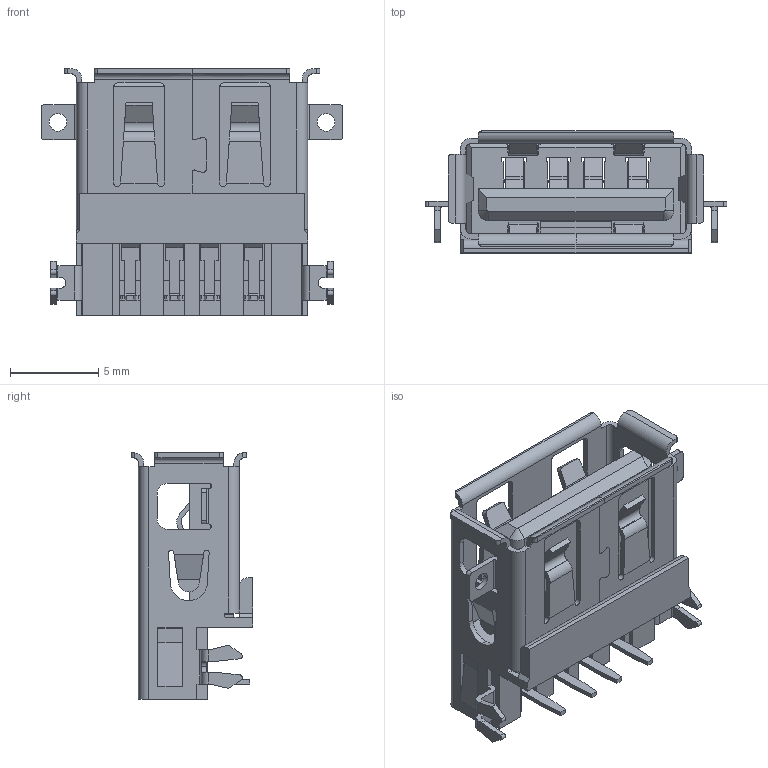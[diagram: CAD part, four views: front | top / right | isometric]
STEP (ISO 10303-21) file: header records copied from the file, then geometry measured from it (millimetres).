
FILE_DESCRIPTION(('STEP AP242'),'1');
FILE_NAME('48258-0001.stp','2021-01-27T14:11:54',('TraceParts'),('TraceParts S.A.'),'Spatial InterOp 3D',' ',' ');
FILE_SCHEMA(('AP242_MANAGED_MODEL_BASED_3D_ENGINEERING_MIM_LF {1 0 10303 442 1 1 4}'));
Length unit declared in the file: millimetre
Products named in the file (1): 48258-0001_1
Bounding box: 17.1 x 6.9 x 14 mm (x, y, z)
Volume: 443.1 mm3; surface area: 1616 mm2
Topology: 1 solids, 1 shells, 590 faces, 1826 edges, 1234 vertices
Faces by surface type: plane 419, cylinder 169, cone 2
Entity records: 20426 total; most frequent: CARTESIAN_POINT 3884, ORIENTED_EDGE 3600, DIRECTION 3254, EDGE_CURVE 1800, LINE 1458, VECTOR 1458, VERTEX_POINT 1182, AXIS2_PLACEMENT_3D 898
